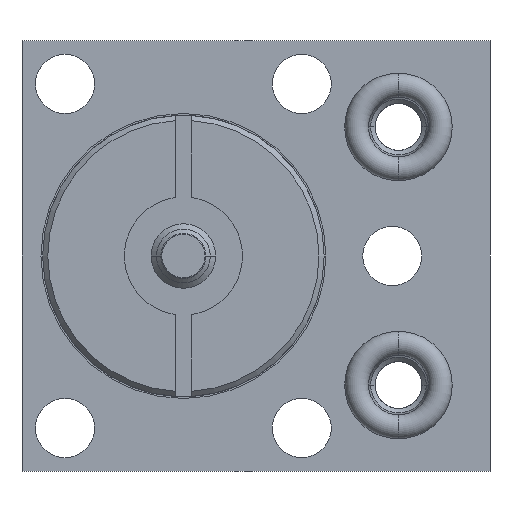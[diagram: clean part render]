
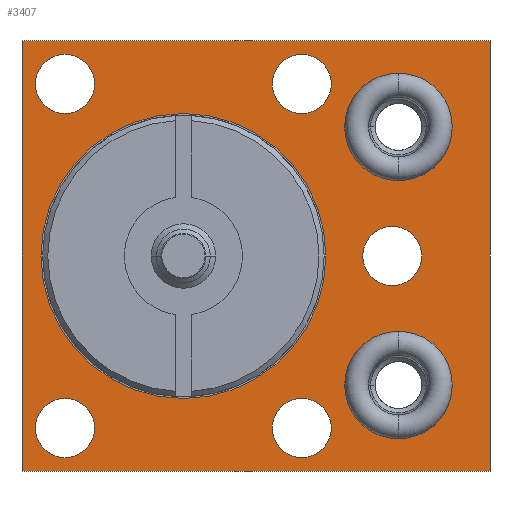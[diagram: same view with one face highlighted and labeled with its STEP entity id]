
A CAD part, left-side view. The second image highlights one B-rep face of the part: STEP entity #3407.
In plain terms, the highlighted planar face has unit normal (-1, 0, 0).
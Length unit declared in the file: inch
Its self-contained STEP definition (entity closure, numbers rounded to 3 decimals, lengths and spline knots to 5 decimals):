
#789=DIRECTION('',(0.,-1.,0.));
#790=VECTOR('',#789,2.72);
#791=CARTESIAN_POINT('',(-1.25,0.938,1.25));
#792=LINE('',#791,#790);
#796=DIRECTION('',(0.,0.,-1.));
#797=VECTOR('',#796,2.5);
#798=CARTESIAN_POINT('',(-1.25,-1.782,1.25));
#799=LINE('',#798,#797);
#803=DIRECTION('',(0.,1.,0.));
#804=VECTOR('',#803,2.72);
#805=CARTESIAN_POINT('',(-1.25,-1.782,-1.25));
#806=LINE('',#805,#804);
#810=DIRECTION('',(0.,0.,1.));
#811=VECTOR('',#810,2.5);
#812=CARTESIAN_POINT('',(-1.25,0.938,-1.25));
#813=LINE('',#812,#811);
#817=CARTESIAN_POINT('',(-1.25,0.688,1.));
#818=DIRECTION('',(-1.,0.,0.));
#819=DIRECTION('',(0.,-1.,0.));
#820=AXIS2_PLACEMENT_3D('',#817,#818,#819);
#825=CARTESIAN_POINT('',(-1.25,0.688,1.));
#826=DIRECTION('',(-1.,0.,0.));
#827=DIRECTION('',(0.,1.,0.));
#828=AXIS2_PLACEMENT_3D('',#825,#826,#827);
#833=CARTESIAN_POINT('',(-1.25,0.688,-1.));
#834=DIRECTION('',(-1.,0.,0.));
#835=DIRECTION('',(0.,-1.,0.));
#836=AXIS2_PLACEMENT_3D('',#833,#834,#835);
#841=CARTESIAN_POINT('',(-1.25,0.688,-1.));
#842=DIRECTION('',(-1.,0.,0.));
#843=DIRECTION('',(0.,1.,0.));
#844=AXIS2_PLACEMENT_3D('',#841,#842,#843);
#849=CARTESIAN_POINT('',(-1.25,-0.688,1.));
#850=DIRECTION('',(-1.,0.,0.));
#851=DIRECTION('',(0.,-1.,0.));
#852=AXIS2_PLACEMENT_3D('',#849,#850,#851);
#857=CARTESIAN_POINT('',(-1.25,-0.688,1.));
#858=DIRECTION('',(-1.,0.,0.));
#859=DIRECTION('',(0.,1.,0.));
#860=AXIS2_PLACEMENT_3D('',#857,#858,#859);
#865=CARTESIAN_POINT('',(-1.25,-0.688,-1.));
#866=DIRECTION('',(-1.,0.,0.));
#867=DIRECTION('',(0.,-1.,0.));
#868=AXIS2_PLACEMENT_3D('',#865,#866,#867);
#873=CARTESIAN_POINT('',(-1.25,-0.688,-1.));
#874=DIRECTION('',(-1.,0.,0.));
#875=DIRECTION('',(0.,1.,0.));
#876=AXIS2_PLACEMENT_3D('',#873,#874,#875);
#881=CARTESIAN_POINT('',(-1.25,-1.214,0.));
#882=DIRECTION('',(-1.,0.,0.));
#883=DIRECTION('',(0.,-1.,0.));
#884=AXIS2_PLACEMENT_3D('',#881,#882,#883);
#889=CARTESIAN_POINT('',(-1.25,-1.214,0.));
#890=DIRECTION('',(-1.,0.,0.));
#891=DIRECTION('',(0.,1.,0.));
#892=AXIS2_PLACEMENT_3D('',#889,#890,#891);
#897=CARTESIAN_POINT('',(-1.25,-1.25,0.75));
#898=DIRECTION('',(1.,0.,0.));
#899=DIRECTION('',(0.,1.,0.));
#900=AXIS2_PLACEMENT_3D('',#897,#898,#899);
#905=CARTESIAN_POINT('',(-1.25,-1.25,0.75));
#906=DIRECTION('',(1.,0.,0.));
#907=DIRECTION('',(0.,-1.,0.));
#908=AXIS2_PLACEMENT_3D('',#905,#906,#907);
#913=CARTESIAN_POINT('',(-1.25,-1.25,-0.75));
#914=DIRECTION('',(1.,0.,0.));
#915=DIRECTION('',(0.,1.,0.));
#916=AXIS2_PLACEMENT_3D('',#913,#914,#915);
#921=CARTESIAN_POINT('',(-1.25,-1.25,-0.75));
#922=DIRECTION('',(1.,0.,0.));
#923=DIRECTION('',(0.,-1.,0.));
#924=AXIS2_PLACEMENT_3D('',#921,#922,#923);
#929=CARTESIAN_POINT('',(-1.25,0.,0.));
#930=DIRECTION('',(1.,0.,0.));
#931=DIRECTION('',(0.,1.,0.));
#932=AXIS2_PLACEMENT_3D('',#929,#930,#931);
#937=CARTESIAN_POINT('',(-1.25,0.,0.));
#938=DIRECTION('',(1.,0.,0.));
#939=DIRECTION('',(0.,-1.,0.));
#940=AXIS2_PLACEMENT_3D('',#937,#938,#939);
#2398=CARTESIAN_POINT('',(-1.25,0.938,1.25));
#2399=CARTESIAN_POINT('',(-1.25,-1.782,1.25));
#2400=VERTEX_POINT('',#2398);
#2401=VERTEX_POINT('',#2399);
#2402=CARTESIAN_POINT('',(-1.25,-1.782,-1.25));
#2403=VERTEX_POINT('',#2402);
#2404=CARTESIAN_POINT('',(-1.25,0.938,-1.25));
#2405=VERTEX_POINT('',#2404);
#2426=CARTESIAN_POINT('',(-1.25,0.5165,1.));
#2427=CARTESIAN_POINT('',(-1.25,0.8595,1.));
#2428=VERTEX_POINT('',#2426);
#2429=VERTEX_POINT('',#2427);
#2438=CARTESIAN_POINT('',(-1.25,-0.9375,0.75));
#2439=CARTESIAN_POINT('',(-1.25,-1.5625,0.75));
#2440=VERTEX_POINT('',#2438);
#2441=VERTEX_POINT('',#2439);
#2458=CARTESIAN_POINT('',(-1.25,-0.9375,-0.75));
#2459=CARTESIAN_POINT('',(-1.25,-1.5625,-0.75));
#2460=VERTEX_POINT('',#2458);
#2461=VERTEX_POINT('',#2459);
#2584=CARTESIAN_POINT('',(-1.25,0.5165,-1.));
#2585=CARTESIAN_POINT('',(-1.25,0.8595,-1.));
#2586=VERTEX_POINT('',#2584);
#2587=VERTEX_POINT('',#2585);
#2592=CARTESIAN_POINT('',(-1.25,-0.8595,1.));
#2593=CARTESIAN_POINT('',(-1.25,-0.5165,1.));
#2594=VERTEX_POINT('',#2592);
#2595=VERTEX_POINT('',#2593);
#2600=CARTESIAN_POINT('',(-1.25,-0.8595,-1.));
#2601=CARTESIAN_POINT('',(-1.25,-0.5165,-1.));
#2602=VERTEX_POINT('',#2600);
#2603=VERTEX_POINT('',#2601);
#2608=CARTESIAN_POINT('',(-1.25,-1.3855,0.));
#2609=CARTESIAN_POINT('',(-1.25,-1.0425,0.));
#2610=VERTEX_POINT('',#2608);
#2611=VERTEX_POINT('',#2609);
#2636=CARTESIAN_POINT('',(-1.25,0.828,0.));
#2637=CARTESIAN_POINT('',(-1.25,-0.828,0.));
#2638=VERTEX_POINT('',#2636);
#2639=VERTEX_POINT('',#2637);
#3346=CARTESIAN_POINT('',(-1.25,0.,0.));
#3347=DIRECTION('',(1.,0.,0.));
#3348=DIRECTION('',(0.,0.,-1.));
#3349=AXIS2_PLACEMENT_3D('',#3346,#3347,#3348);
#3350=PLANE('',#3349);
#3351=ORIENTED_EDGE('',*,*,#3339,.T.);
#3352=ORIENTED_EDGE('',*,*,#2783,.T.);
#3354=ORIENTED_EDGE('',*,*,#3353,.T.);
#3356=ORIENTED_EDGE('',*,*,#3355,.T.);
#3357=EDGE_LOOP('',(#3351,#3352,#3354,#3356));
#3358=FACE_OUTER_BOUND('',#3357,.F.);
#3360=ORIENTED_EDGE('',*,*,#3359,.T.);
#3362=ORIENTED_EDGE('',*,*,#3361,.T.);
#3363=EDGE_LOOP('',(#3360,#3362));
#3364=FACE_BOUND('',#3363,.F.);
#3366=ORIENTED_EDGE('',*,*,#3365,.T.);
#3368=ORIENTED_EDGE('',*,*,#3367,.T.);
#3369=EDGE_LOOP('',(#3366,#3368));
#3370=FACE_BOUND('',#3369,.F.);
#3372=ORIENTED_EDGE('',*,*,#3371,.T.);
#3374=ORIENTED_EDGE('',*,*,#3373,.T.);
#3375=EDGE_LOOP('',(#3372,#3374));
#3376=FACE_BOUND('',#3375,.F.);
#3378=ORIENTED_EDGE('',*,*,#3377,.T.);
#3380=ORIENTED_EDGE('',*,*,#3379,.T.);
#3381=EDGE_LOOP('',(#3378,#3380));
#3382=FACE_BOUND('',#3381,.F.);
#3384=ORIENTED_EDGE('',*,*,#3383,.T.);
#3386=ORIENTED_EDGE('',*,*,#3385,.T.);
#3387=EDGE_LOOP('',(#3384,#3386));
#3388=FACE_BOUND('',#3387,.F.);
#3390=ORIENTED_EDGE('',*,*,#3389,.F.);
#3392=ORIENTED_EDGE('',*,*,#3391,.F.);
#3393=EDGE_LOOP('',(#3390,#3392));
#3394=FACE_BOUND('',#3393,.F.);
#3396=ORIENTED_EDGE('',*,*,#3395,.F.);
#3398=ORIENTED_EDGE('',*,*,#3397,.F.);
#3399=EDGE_LOOP('',(#3396,#3398));
#3400=FACE_BOUND('',#3399,.F.);
#3402=ORIENTED_EDGE('',*,*,#3401,.F.);
#3404=ORIENTED_EDGE('',*,*,#3403,.F.);
#3405=EDGE_LOOP('',(#3402,#3404));
#3406=FACE_BOUND('',#3405,.F.);
#821=CIRCLE('',#820,0.1715);
#829=CIRCLE('',#828,0.1715);
#837=CIRCLE('',#836,0.1715);
#845=CIRCLE('',#844,0.1715);
#853=CIRCLE('',#852,0.1715);
#861=CIRCLE('',#860,0.1715);
#869=CIRCLE('',#868,0.1715);
#877=CIRCLE('',#876,0.1715);
#885=CIRCLE('',#884,0.1715);
#893=CIRCLE('',#892,0.1715);
#901=CIRCLE('',#900,0.3125);
#909=CIRCLE('',#908,0.3125);
#917=CIRCLE('',#916,0.3125);
#925=CIRCLE('',#924,0.3125);
#933=CIRCLE('',#932,0.828);
#941=CIRCLE('',#940,0.828);
#2783=EDGE_CURVE('',#2401,#2403,#799,.T.);
#3339=EDGE_CURVE('',#2400,#2401,#792,.T.);
#3353=EDGE_CURVE('',#2403,#2405,#806,.T.);
#3355=EDGE_CURVE('',#2405,#2400,#813,.T.);
#3359=EDGE_CURVE('',#2428,#2429,#821,.T.);
#3361=EDGE_CURVE('',#2429,#2428,#829,.T.);
#3365=EDGE_CURVE('',#2586,#2587,#837,.T.);
#3367=EDGE_CURVE('',#2587,#2586,#845,.T.);
#3371=EDGE_CURVE('',#2594,#2595,#853,.T.);
#3373=EDGE_CURVE('',#2595,#2594,#861,.T.);
#3377=EDGE_CURVE('',#2602,#2603,#869,.T.);
#3379=EDGE_CURVE('',#2603,#2602,#877,.T.);
#3383=EDGE_CURVE('',#2610,#2611,#885,.T.);
#3385=EDGE_CURVE('',#2611,#2610,#893,.T.);
#3389=EDGE_CURVE('',#2440,#2441,#901,.T.);
#3391=EDGE_CURVE('',#2441,#2440,#909,.T.);
#3395=EDGE_CURVE('',#2460,#2461,#917,.T.);
#3397=EDGE_CURVE('',#2461,#2460,#925,.T.);
#3401=EDGE_CURVE('',#2638,#2639,#933,.T.);
#3403=EDGE_CURVE('',#2639,#2638,#941,.T.);
#3407=ADVANCED_FACE('',(#3358,#3364,#3370,#3376,#3382,#3388,#3394,#3400,#3406),
#3350,.F.);
